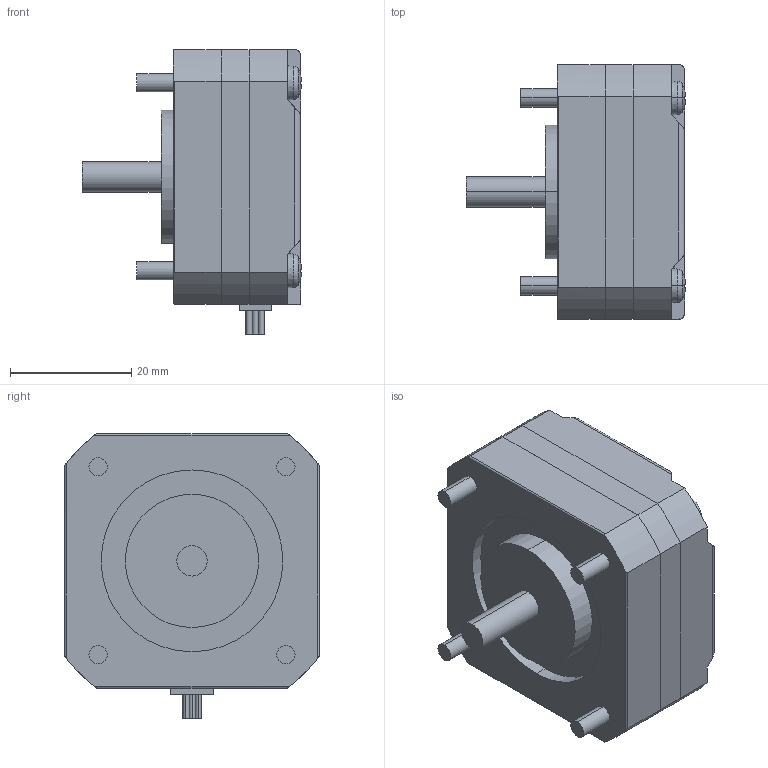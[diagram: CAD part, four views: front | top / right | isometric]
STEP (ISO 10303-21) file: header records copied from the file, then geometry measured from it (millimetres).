
FILE_DESCRIPTION(('starvars output'),'2;1');
FILE_NAME('kt42e_00.stp','11:40:48 2014/09/17',( 'Thomas Industrial Network Germany GmbH'),( 'Thomas Industrial Network Germany GmbH'),'unknown preprocess','ACIS' ,'unknown authorization');
FILE_SCHEMA(('AUTOMOTIVE_DESIGN_CC2 {UNKNOWN IMPLEMENTATION LEVEL}'));
Length unit declared in the file: millimetre
Products named in the file (1): PRODUCT_ID_22
Bounding box: 36.19 x 42 x 47 mm (x, y, z)
Volume: 36076.3 mm3; surface area: 7785.9 mm2
Topology: 1 solids, 1 shells, 193 faces, 457 edges, 276 vertices
Faces by surface type: plane 106, cylinder 63, bspline 8, torus 8, cone 8
Entity records: 6596 total; most frequent: CARTESIAN_POINT 1250, ORIENTED_EDGE 938, DIRECTION 589, EDGE_CURVE 457, VERTEX_POINT 276, EDGE_LOOP 203, FACE_BOUND 203, VECTOR 199
